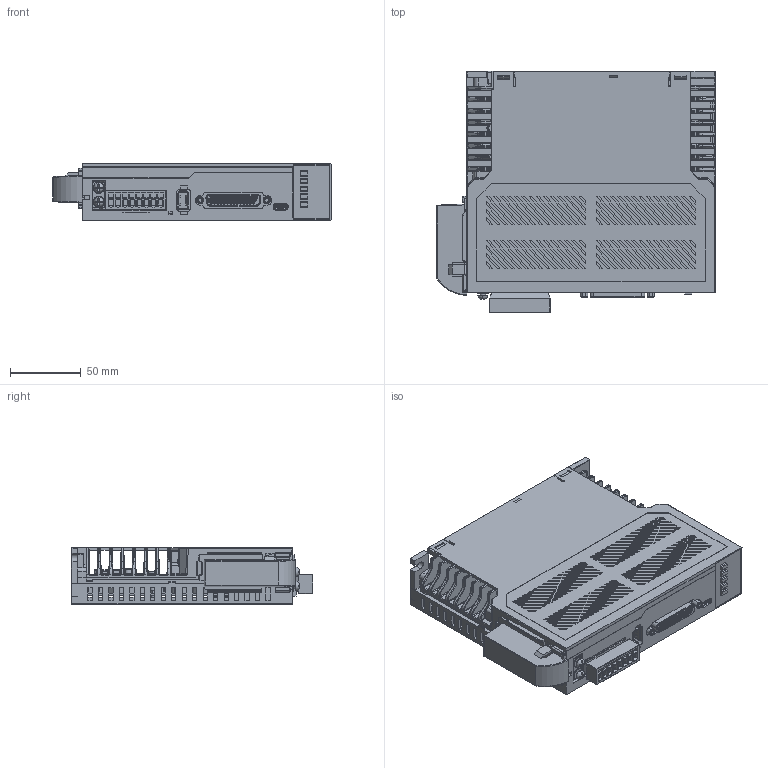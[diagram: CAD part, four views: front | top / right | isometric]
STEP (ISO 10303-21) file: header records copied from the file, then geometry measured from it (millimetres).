
FILE_DESCRIPTION((''),'2;1');
FILE_NAME('RT-R6L028','2025-03-26T16:58:47',('ruiwe'),(''),'CREO PARAMETRIC BY PTC INC, 2021063','CREO PARAMETRIC BY PTC INC, 2021063','');
FILE_SCHEMA(('CONFIG_CONTROL_DESIGN','SHAPE_APPEARANCE_LAYERS_GROUPS'));
Products named in the file (1): RT-R6L028
Bounding box: 196 x 170.04 x 40 mm (x, y, z)
Volume: 274567 mm3; surface area: 320490.2 mm2
Topology: 3 solids, 16 shells, 6446 faces, 17384 edges, 11179 vertices
Faces by surface type: plane 4413, cylinder 1271, bspline 208, torus 183, cone 167, sphere 108, extrusion 96
Entity records: 271119 total; most frequent: CARTESIAN_POINT 50506, ORIENTED_EDGE 34421, DIRECTION 31492, EDGE_CURVE 17280, VECTOR 13206, PRESENTATION_STYLE_ASSIGNMENT 13131, LINE 13110, STYLED_ITEM 11610
